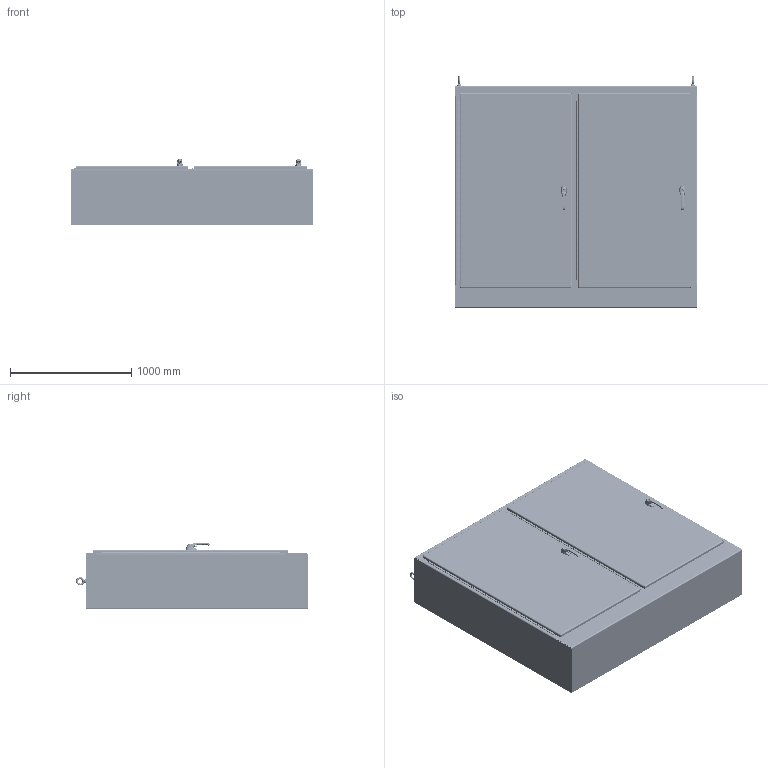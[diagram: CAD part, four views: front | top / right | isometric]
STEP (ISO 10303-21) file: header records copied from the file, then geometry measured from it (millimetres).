
FILE_DESCRIPTION(/* description */ ('WA_XM_SSN4, FS, DISC., BLS, 72X78.5X18'),/* implementation_level */ '2;1');
FILE_NAME(/* name */ 'WA72XM7718SSN4-S.stp',/* time_stamp */ '2017-05-16T14:47:24-05:00',/* author */ ('wford'),/* organization */ (''),/* preprocessor_version */ 'ST-DEVELOPER v16.1',/* originating_system */ 'Autodesk Inventor 2016',/* authorisation */ '');
FILE_SCHEMA (('AUTOMOTIVE_DESIGN { 1 0 10303 214 3 1 1 }'));
Products named in the file (122): WA72XM7718SSN4BLS; WAXM7718SSN4TOP; WAXM7718SSN4BTM; HFW332010S; HFW12085_5_INCH; HFW388191; HFW332010; HFW332014; HFW332009; HFW332012; HFW332015; HFW332003; HFW332004; HFW332007; HFW332013; HFW332008S; HFW332008; WA72XMSSN4RML; WA72XMSSN4MLR; HFW303116; 3881; 31431; HFW332001-1; HFW332001-2; HFW332001; 30234; HFW3762; 34929; 34932; 34920; 3905; HFW332011; WA72XMSSN4MR; HFW303115; HFW316325; FUN00129_WAXM77SSN4; WAXM18SSN4LEA; HFW372182; 316298; HFW3026 ...
Assembly tree (227 placements, depth 6):
  WA_XM_SSN4-assm-4pc-dd
    WA72XM7718SSN4BLS
    WAXM7718SSN4TOP
    WAXM7718SSN4BTM
    WA72XMSSN4MR
      HFW332010
        HFW332010S
        HFW12085_5_INCH
        HFW388191
      HFW332014
      HFW332009
      HFW332012  x2
      HFW332015  x2
      HFW332003
      HFW332004
      HFW332007
      HFW332008
        HFW332013
        HFW332008S
      WA72XMSSN4RML
      WA72XMSSN4MLR
      HFW303116  x2
      3881
      31431  x6
      HFW332001
        HFW332001-1
        HFW332001-2
      30234
      HFW3762
      34929
      34932
      34920  x6
      3905
      HFW332011  x2
    HFW303115  x2
    HFW316325  x2
    FUN00129_WAXM77SSN4
    WAXM18SSN4LEA  x2
    HFW372182  x8
    316298  x2
    HFW3026  x2
    349131  x2
    38714  x2
    WA72XM77SSN4LDR
      WA72XM77SSN4DR
      LARGE_DOOR_ROD_ASSM-37029
        HFW31712
          1091-903_AF0
            1091-903_AF0_1
            1091-903_AF0_2
          PLASTIC-ROLLER-CAM_AF0_ASM
            PLASTIC-ROLLER-CAM_AF1
            7379-M6-8X25_AF0
            LOCK-NUT_AF0
          SUPPORT-ROLL_AF0
          1091-BR11_AF0
        37029  x2
        3021WIE  x2
        HFW3762  x4
        31215  x2
Bounding box: 1993.9 x 1911.27 x 548.62 mm (x, y, z)
Volume: 53054263 mm3; surface area: 31243084 mm2
Topology: 256 solids, 256 shells, 10676 faces, 26877 edges, 16763 vertices
Faces by surface type: plane 5046, cylinder 3502, cone 695, torus 626, bspline 601, sphere 206
Full cylindrical faces by diameter (mm): 1.587 x1, 2 x1, 2.2 x1, 2.5 x2, 3 x5, 3.048 x2, 3.1 x4, 3.15 x2, 3.175 x2, 3.452 x8, 3.5 x2, 3.551 x40, 3.607 x2, 3.9 x2, 3.962 x6, 4 x1, 4.166 x64, 4.2 x4, 4.5 x4, 4.762 x9, 4.825 x40, 4.978 x13, 5 x7, 5.099 x8, 5.105 x2, 5.2 x1, 5.4 x6, 5.69 x8, 6 x6, 6.02 x8
Entity records: 192020 total; most frequent: CARTESIAN_POINT 82589, DIRECTION 22719, ORIENTED_EDGE 21430, EDGE_CURVE 10686, AXIS2_PLACEMENT_3D 8562, VERTEX_POINT 6784, LINE 5595, VECTOR 5595
